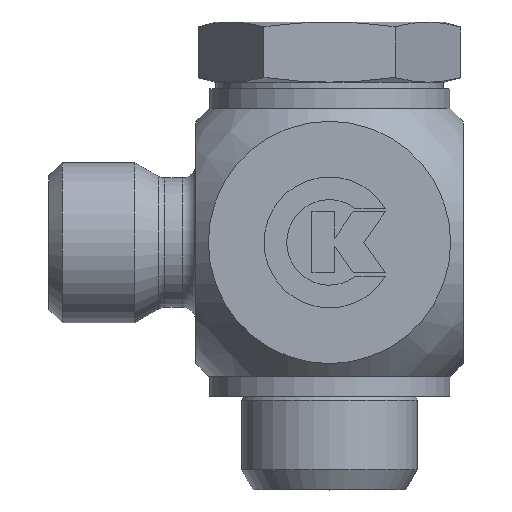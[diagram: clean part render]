
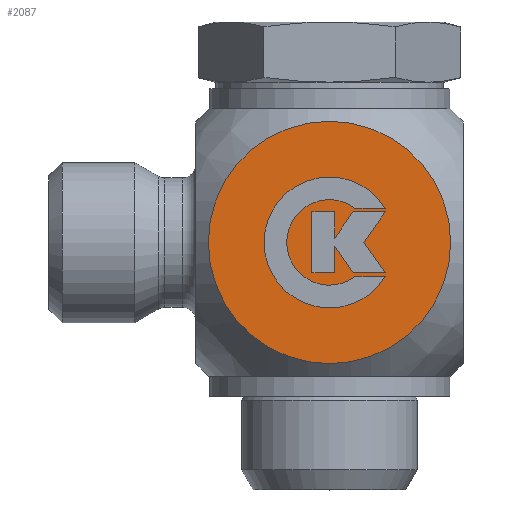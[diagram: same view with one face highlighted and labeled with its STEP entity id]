
A CAD part, top view. The second image highlights one B-rep face of the part: STEP entity #2087.
In plain terms, the highlighted planar face has unit normal (0, 0, 1).
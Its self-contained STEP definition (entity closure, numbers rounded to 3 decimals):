
#123=CARTESIAN_POINT('',(4.168,2.572,10.0));
#124=VERTEX_POINT('',#123);
#131=CARTESIAN_POINT('',(4.168,-2.572,10.0));
#132=VERTEX_POINT('',#131);
#133=CARTESIAN_POINT('',(0.,0.0,10.0));
#134=DIRECTION('',(0.,0.,-1.0));
#135=DIRECTION('',(-0.851,-0.525,0.));
#136=AXIS2_PLACEMENT_3D('',#133,#134,#135);
#137=CIRCLE('',#136,4.897);
#138=EDGE_CURVE('',#132,#124,#137,.T.);
#163=CARTESIAN_POINT('',(1.905,-2.572,10.0));
#164=VERTEX_POINT('',#163);
#165=CARTESIAN_POINT('',(1.905,-2.572,10.0));
#166=DIRECTION('',(1.0,0.0,0.0));
#167=VECTOR('',#166,2.263);
#168=LINE('',#165,#167);
#169=EDGE_CURVE('',#164,#132,#168,.T.);
#195=CARTESIAN_POINT('',(1.905,2.572,10.0));
#196=VERTEX_POINT('',#195);
#197=CARTESIAN_POINT('',(0.,0.0,10.0));
#198=DIRECTION('',(0.,0.,1.0));
#199=DIRECTION('',(0.595,0.804,0.));
#200=AXIS2_PLACEMENT_3D('',#197,#198,#199);
#201=CIRCLE('',#200,3.2);
#202=EDGE_CURVE('',#196,#164,#201,.T.);
#225=CARTESIAN_POINT('',(4.168,2.572,10.0));
#226=DIRECTION('',(-1.0,0.0,0.0));
#227=VECTOR('',#226,2.263);
#228=LINE('',#225,#227);
#229=EDGE_CURVE('',#124,#196,#228,.T.);
#262=CARTESIAN_POINT('',(-1.318,-2.286,10.0));
#263=VERTEX_POINT('',#262);
#270=CARTESIAN_POINT('',(0.396,-2.286,10.0));
#271=VERTEX_POINT('',#270);
#272=CARTESIAN_POINT('',(0.396,-2.286,10.0));
#273=DIRECTION('',(-1.0,0.0,0.0));
#274=VECTOR('',#273,1.714);
#275=LINE('',#272,#274);
#276=EDGE_CURVE('',#271,#263,#275,.T.);
#301=CARTESIAN_POINT('',(0.396,-0.327,10.0));
#302=VERTEX_POINT('',#301);
#303=CARTESIAN_POINT('',(0.396,-0.327,10.0));
#304=DIRECTION('',(0.0,-1.0,0.0));
#305=VECTOR('',#304,1.959);
#306=LINE('',#303,#305);
#307=EDGE_CURVE('',#302,#271,#306,.T.);
#332=CARTESIAN_POINT('',(1.768,-2.286,10.0));
#333=VERTEX_POINT('',#332);
#334=CARTESIAN_POINT('',(1.768,-2.286,10.0));
#335=DIRECTION('',(-0.574,0.819,0.0));
#336=VECTOR('',#335,2.391);
#337=LINE('',#334,#336);
#338=EDGE_CURVE('',#333,#302,#337,.T.);
#363=CARTESIAN_POINT('',(4.168,-2.286,10.0));
#364=VERTEX_POINT('',#363);
#365=CARTESIAN_POINT('',(4.168,-2.286,10.0));
#366=DIRECTION('',(-1.0,0.0,0.0));
#367=VECTOR('',#366,2.4);
#368=LINE('',#365,#367);
#369=EDGE_CURVE('',#364,#333,#368,.T.);
#394=CARTESIAN_POINT('',(2.567,0.0,10.0));
#395=VERTEX_POINT('',#394);
#396=CARTESIAN_POINT('',(2.567,0.,10.0));
#397=DIRECTION('',(0.574,-0.819,0.0));
#398=VECTOR('',#397,2.79);
#399=LINE('',#396,#398);
#400=EDGE_CURVE('',#395,#364,#399,.T.);
#425=CARTESIAN_POINT('',(4.168,2.286,10.0));
#426=VERTEX_POINT('',#425);
#427=CARTESIAN_POINT('',(4.168,2.286,10.0));
#428=DIRECTION('',(-0.574,-0.819,0.0));
#429=VECTOR('',#428,2.79);
#430=LINE('',#427,#429);
#431=EDGE_CURVE('',#426,#395,#430,.T.);
#456=CARTESIAN_POINT('',(1.768,2.286,10.0));
#457=VERTEX_POINT('',#456);
#458=CARTESIAN_POINT('',(1.768,2.286,10.0));
#459=DIRECTION('',(1.0,0.0,0.0));
#460=VECTOR('',#459,2.4);
#461=LINE('',#458,#460);
#462=EDGE_CURVE('',#457,#426,#461,.T.);
#487=CARTESIAN_POINT('',(0.396,0.327,10.0));
#488=VERTEX_POINT('',#487);
#489=CARTESIAN_POINT('',(0.396,0.327,10.0));
#490=DIRECTION('',(0.574,0.819,0.0));
#491=VECTOR('',#490,2.391);
#492=LINE('',#489,#491);
#493=EDGE_CURVE('',#488,#457,#492,.T.);
#518=CARTESIAN_POINT('',(0.396,2.286,10.0));
#519=VERTEX_POINT('',#518);
#520=CARTESIAN_POINT('',(0.396,2.286,10.0));
#521=DIRECTION('',(0.0,-1.0,0.0));
#522=VECTOR('',#521,1.959);
#523=LINE('',#520,#522);
#524=EDGE_CURVE('',#519,#488,#523,.T.);
#549=CARTESIAN_POINT('',(-1.318,2.286,10.0));
#550=VERTEX_POINT('',#549);
#551=CARTESIAN_POINT('',(-1.318,2.286,10.0));
#552=DIRECTION('',(1.0,0.0,0.0));
#553=VECTOR('',#552,1.714);
#554=LINE('',#551,#553);
#555=EDGE_CURVE('',#550,#519,#554,.T.);
#578=CARTESIAN_POINT('',(-1.318,-2.286,10.0));
#579=DIRECTION('',(0.0,1.0,0.0));
#580=VECTOR('',#579,4.572);
#581=LINE('',#578,#580);
#582=EDGE_CURVE('',#263,#550,#581,.T.);
#1968=CARTESIAN_POINT('',(0.,-9.069,10.0));
#1969=VERTEX_POINT('',#1968);
#1970=CARTESIAN_POINT('',(0.0,0.0,10.0));
#1971=DIRECTION('',(0.0,0.0,1.0));
#1972=DIRECTION('',(0.0,1.0,0.0));
#1973=AXIS2_PLACEMENT_3D('',#1970,#1971,#1972);
#1974=CIRCLE('',#1973,9.069);
#1975=EDGE_CURVE('',#1969,#1969,#1974,.T.);
#2060=CARTESIAN_POINT('',(0.0,0.,10.0));
#2061=DIRECTION('',(0.0,0.0,1.0));
#2062=DIRECTION('',(1.0,0.0,0.0));
#2063=AXIS2_PLACEMENT_3D('',#2060,#2061,#2062);
#2064=PLANE('',#2063);
#2065=ORIENTED_EDGE('',*,*,#1975,.T.);
#2066=EDGE_LOOP('',(#2065));
#2067=FACE_OUTER_BOUND('',#2066,.T.);
#2068=ORIENTED_EDGE('',*,*,#138,.T.);
#2069=ORIENTED_EDGE('',*,*,#229,.T.);
#2070=ORIENTED_EDGE('',*,*,#202,.T.);
#2071=ORIENTED_EDGE('',*,*,#169,.T.);
#2072=EDGE_LOOP('',(#2068,#2069,#2070,#2071));
#2073=FACE_BOUND('',#2072,.T.);
#2074=ORIENTED_EDGE('',*,*,#276,.T.);
#2075=ORIENTED_EDGE('',*,*,#582,.T.);
#2076=ORIENTED_EDGE('',*,*,#555,.T.);
#2077=ORIENTED_EDGE('',*,*,#524,.T.);
#2078=ORIENTED_EDGE('',*,*,#493,.T.);
#2079=ORIENTED_EDGE('',*,*,#462,.T.);
#2080=ORIENTED_EDGE('',*,*,#431,.T.);
#2081=ORIENTED_EDGE('',*,*,#400,.T.);
#2082=ORIENTED_EDGE('',*,*,#369,.T.);
#2083=ORIENTED_EDGE('',*,*,#338,.T.);
#2084=ORIENTED_EDGE('',*,*,#307,.T.);
#2085=EDGE_LOOP('',(#2074,#2075,#2076,#2077,#2078,#2079,#2080,#2081,#2082,#2083,#2084));
#2086=FACE_BOUND('',#2085,.T.);
#2087=ADVANCED_FACE('',(#2067,#2073,#2086),#2064,.T.);
